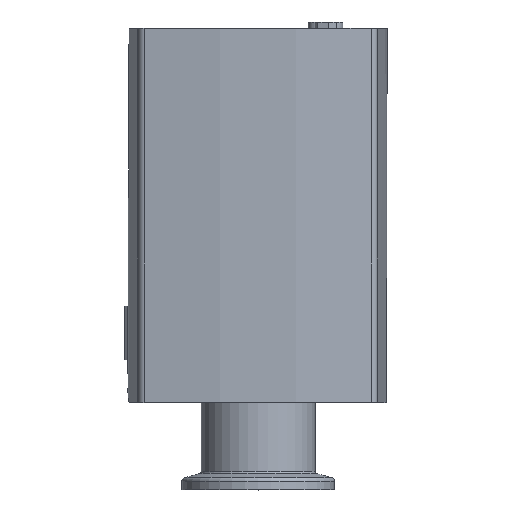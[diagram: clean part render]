
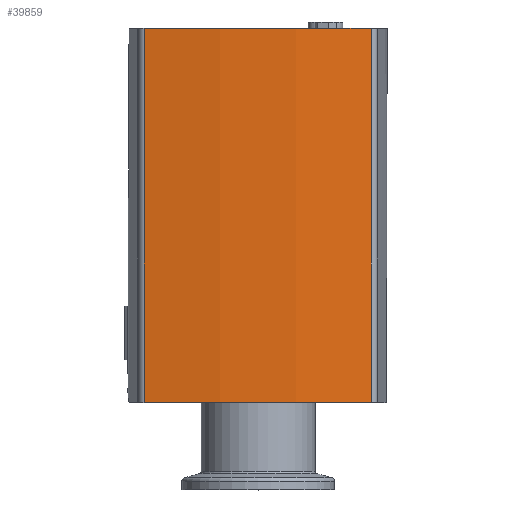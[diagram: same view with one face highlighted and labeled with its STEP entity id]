
A CAD part, top view. The second image highlights one B-rep face of the part: STEP entity #39859.
In plain terms, the highlighted cylindrical face has radius 170 mm (diameter 340 mm), a partial arc.
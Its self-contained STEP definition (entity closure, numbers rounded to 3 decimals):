
#2390=CIRCLE('',#42951,170.);
#2399=CIRCLE('',#42961,170.);
#3236=CYLINDRICAL_SURFACE('',#42970,170.);
#4815=FACE_OUTER_BOUND('',#7010,.T.);
#7010=EDGE_LOOP('',(#32176,#32177,#32178,#32179));
#10492=LINE('',#75920,#13927);
#10493=LINE('',#75922,#13928);
#13927=VECTOR('',#51543,98.);
#13928=VECTOR('',#51546,98.);
#17493=VERTEX_POINT('',#75606);
#17494=VERTEX_POINT('',#75608);
#17499=VERTEX_POINT('',#75623);
#17500=VERTEX_POINT('',#75625);
#22563=EDGE_CURVE('',#17493,#17494,#2390,.T.);
#22573=EDGE_CURVE('',#17500,#17499,#2399,.T.);
#22588=EDGE_CURVE('',#17493,#17500,#10492,.T.);
#22589=EDGE_CURVE('',#17494,#17499,#10493,.T.);
#32176=ORIENTED_EDGE('',*,*,#22589,.F.);
#32177=ORIENTED_EDGE('',*,*,#22563,.F.);
#32178=ORIENTED_EDGE('',*,*,#22588,.T.);
#32179=ORIENTED_EDGE('',*,*,#22573,.T.);
#39859=ADVANCED_FACE('',(#4815),#3236,.T.);
#42951=AXIS2_PLACEMENT_3D('',#75609,#51499,#51500);
#42961=AXIS2_PLACEMENT_3D('',#75626,#51520,#51521);
#42970=AXIS2_PLACEMENT_3D('',#75921,#51544,#51545);
#51499=DIRECTION('center_axis',(0.,1.,0.));
#51500=DIRECTION('ref_axis',(-0.175,0.,0.985));
#51520=DIRECTION('center_axis',(0.,1.,0.));
#51521=DIRECTION('ref_axis',(-0.175,0.,0.985));
#51543=DIRECTION('',(0.,-1.,0.));
#51544=DIRECTION('center_axis',(0.,1.,0.));
#51545=DIRECTION('ref_axis',(0.,0.,
1.));
#51546=DIRECTION('',(0.,-1.,0.));
#75606=CARTESIAN_POINT('',(-29.756,97.9,31.375));
#75608=CARTESIAN_POINT('',(29.756,97.9,31.375));
#75609=CARTESIAN_POINT('Origin',(0.,97.9,
-136.));
#75623=CARTESIAN_POINT('',(29.756,-0.1,31.375));
#75625=CARTESIAN_POINT('',(-29.756,-0.1,31.375));
#75626=CARTESIAN_POINT('Origin',(0.,-0.1,
-136.));
#75920=CARTESIAN_POINT('',(-29.756,97.9,31.375));
#75921=CARTESIAN_POINT('Origin',(0.,-0.1,
-136.));
#75922=CARTESIAN_POINT('',(29.756,97.9,31.375));
